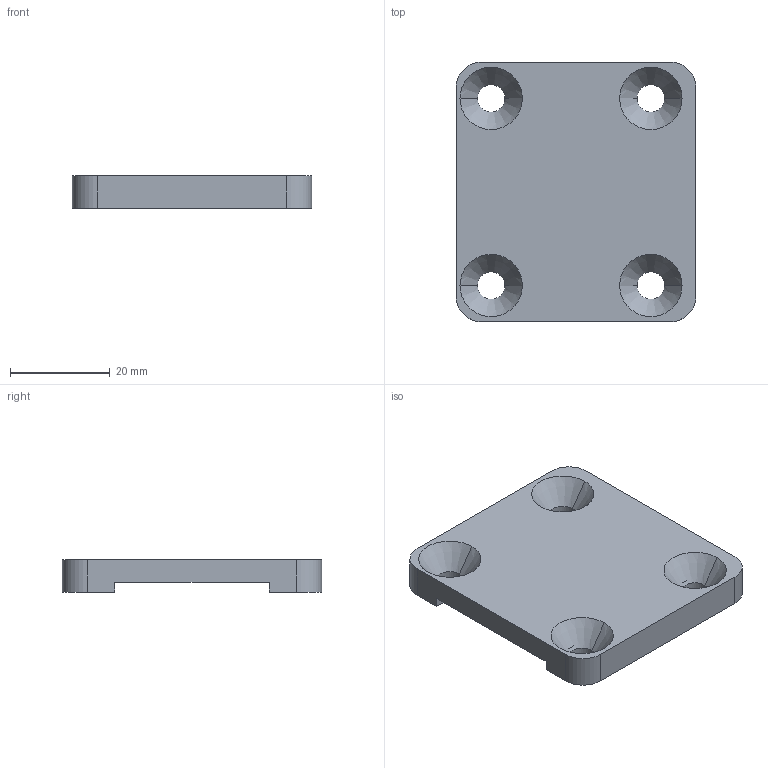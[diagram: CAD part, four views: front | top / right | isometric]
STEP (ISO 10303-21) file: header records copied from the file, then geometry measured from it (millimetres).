
FILE_DESCRIPTION(('CATIA V5 STEP Exchange'),'2;1');
FILE_NAME('VSOTR1100-Z023 - Al - 10 Pcs.stp','2022-05-15T08:44:18+00:00',('none'),('none'),'CATIA Version 5 Release 21 GA (IN-10)','CATIA V5 STEP AP214','none');
FILE_SCHEMA(('AUTOMOTIVE_DESIGN { 1 0 10303 214 1 1 1 1 }'));
Length unit declared in the file: millimetre
Products named in the file (1): Copy (2) of VSTR1100-Z000.5
Bounding box: 48 x 52 x 6.5 mm (x, y, z)
Volume: 11629.5 mm3; surface area: 6469.3 mm2
Topology: 1 solids, 1 shells, 30 faces, 76 edges, 48 vertices
Faces by surface type: cylinder 12, plane 10, cone 8
Entity records: 889 total; most frequent: ORIENTED_EDGE 152, CARTESIAN_POINT 150, DIRECTION 126, EDGE_CURVE 76, AXIS2_PLACEMENT_3D 58, VERTEX_POINT 48, VECTOR 44, LINE 44
